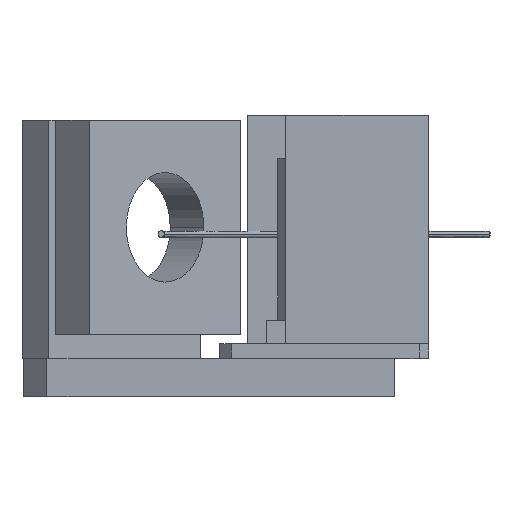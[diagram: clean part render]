
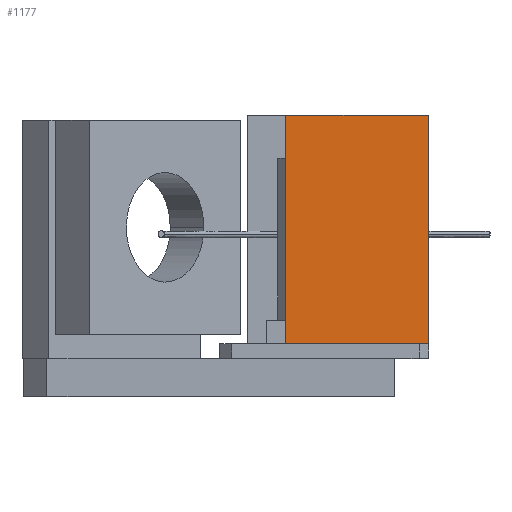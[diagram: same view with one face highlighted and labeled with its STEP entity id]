
A CAD part, top view. The second image highlights one B-rep face of the part: STEP entity #1177.
In plain terms, the highlighted free-form (B-spline) face has degree [1, 1] with [2, 2] control points.
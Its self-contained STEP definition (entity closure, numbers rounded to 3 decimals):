
#1090 = VERTEX_POINT('',#1091);
#1091 = CARTESIAN_POINT('',(56.873,13.571,
    39.478));
#1106 = VERTEX_POINT('',#1107);
#1107 = CARTESIAN_POINT('',(56.873,72.788,
    39.478));
#1112 = EDGE_CURVE('',#1106,#1090,#1113,.T.);
#1113 = B_SPLINE_CURVE_WITH_KNOTS('',1,(#1114,#1115),.UNSPECIFIED.,.F.,
  .F.,(2,2),(-0.,48.),.PIECEWISE_BEZIER_KNOTS.);
#1114 = CARTESIAN_POINT('',(56.873,72.788,
    39.478));
#1115 = CARTESIAN_POINT('',(56.873,13.571,
    39.478));
#1154 = VERTEX_POINT('',#1155);
#1155 = CARTESIAN_POINT('',(19.863,13.571,
    39.478));
#1160 = EDGE_CURVE('',#1161,#1154,#1163,.T.);
#1161 = VERTEX_POINT('',#1162);
#1162 = CARTESIAN_POINT('',(19.863,72.788,
    39.478));
#1163 = B_SPLINE_CURVE_WITH_KNOTS('',1,(#1164,#1165),.UNSPECIFIED.,.F.,
  .F.,(2,2),(-0.,48.),.PIECEWISE_BEZIER_KNOTS.);
#1164 = CARTESIAN_POINT('',(19.863,72.788,
    39.478));
#1165 = CARTESIAN_POINT('',(19.863,13.571,
    39.478));
#1177 = ADVANCED_FACE('',(#1178),#1192,.F.);
#1178 = FACE_BOUND('',#1179,.T.);
#1179 = EDGE_LOOP('',(#1180,#1185,#1186,#1191));
#1180 = ORIENTED_EDGE('',*,*,#1181,.T.);
#1181 = EDGE_CURVE('',#1154,#1090,#1182,.T.);
#1182 = B_SPLINE_CURVE_WITH_KNOTS('',1,(#1183,#1184),.UNSPECIFIED.,.F.,
  .F.,(2,2),(0.,30.),.PIECEWISE_BEZIER_KNOTS.);
#1183 = CARTESIAN_POINT('',(19.863,13.571,
    39.478));
#1184 = CARTESIAN_POINT('',(56.873,13.571,
    39.478));
#1185 = ORIENTED_EDGE('',*,*,#1112,.F.);
#1186 = ORIENTED_EDGE('',*,*,#1187,.F.);
#1187 = EDGE_CURVE('',#1161,#1106,#1188,.T.);
#1188 = B_SPLINE_CURVE_WITH_KNOTS('',1,(#1189,#1190),.UNSPECIFIED.,.F.,
  .F.,(2,2),(0.,30.),.PIECEWISE_BEZIER_KNOTS.);
#1189 = CARTESIAN_POINT('',(19.863,72.788,
    39.478));
#1190 = CARTESIAN_POINT('',(56.873,72.788,
    39.478));
#1191 = ORIENTED_EDGE('',*,*,#1160,.T.);
#1192 = B_SPLINE_SURFACE_WITH_KNOTS('',1,1,(
    (#1193,#1194)
    ,(#1195,#1196
    )),.UNSPECIFIED.,.F.,.F.,.F.,(2,2),(2,2),(-30.,0.),(-48.,0.),
  .PIECEWISE_BEZIER_KNOTS.);
#1193 = CARTESIAN_POINT('',(56.873,13.571,
    39.478));
#1194 = CARTESIAN_POINT('',(56.873,72.788,
    39.478));
#1195 = CARTESIAN_POINT('',(19.863,13.571,
    39.478));
#1196 = CARTESIAN_POINT('',(19.863,72.788,
    39.478));
